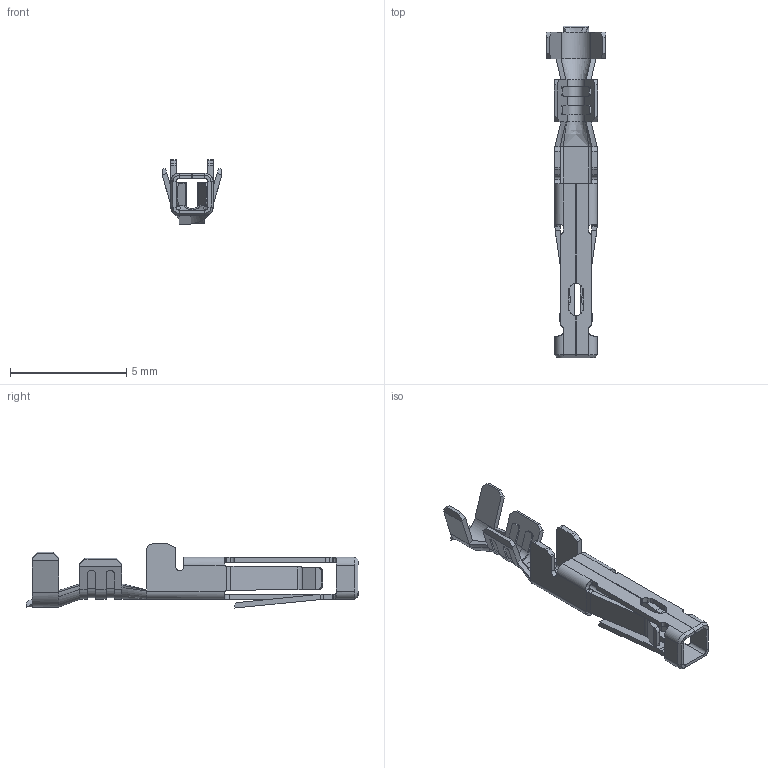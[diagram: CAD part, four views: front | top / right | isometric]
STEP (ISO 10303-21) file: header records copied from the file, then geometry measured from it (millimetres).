
FILE_DESCRIPTION( ('This file contains a STEP AP42 implementation' ,'as created by ZW3D STEP Interface translator.') ,'2;1' );
FILE_NAME( 'WF4191-TXXXXX.stp' ,'24 1 8.175719', (''), ('ZWCAD Software Co.'), 'Version 1.0', 'ZW3D to STEP translator', '' );
FILE_SCHEMA(('AUTOMOTIVE_DESIGN { 1 0 10303 214 1 1 1 1 }'));
Length unit declared in the file: millimetre
Products named in the file (2): 0; WF4191-TXXXXX
Bounding box: 2.55 x 14.29 x 2.76 mm (x, y, z)
Volume: 13.3 mm3; surface area: 145.2 mm2
Topology: 1 solids, 1 shells, 300 faces, 773 edges, 471 vertices
Faces by surface type: plane 139, cylinder 90, bspline 71
Entity records: 10953 total; most frequent: CARTESIAN_POINT 3625, ORIENTED_EDGE 1546, DIRECTION 1309, EDGE_CURVE 773, VECTOR 535, LINE 535, VERTEX_POINT 471, AXIS2_PLACEMENT_3D 387
